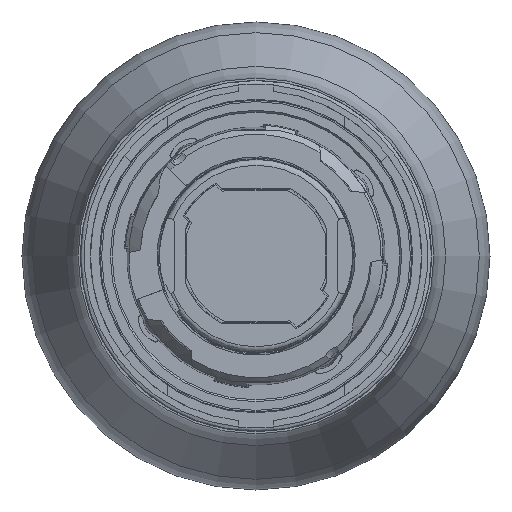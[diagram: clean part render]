
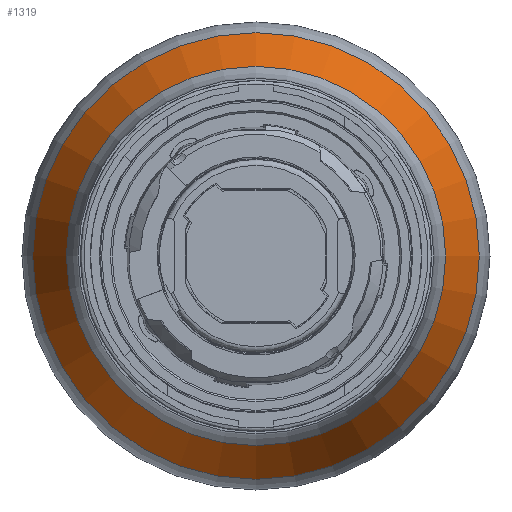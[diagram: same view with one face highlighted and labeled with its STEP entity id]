
A CAD part, front view. The second image highlights one B-rep face of the part: STEP entity #1319.
In plain terms, the highlighted conical face has half-angle 26 degrees and reference radius 17.145 mm.
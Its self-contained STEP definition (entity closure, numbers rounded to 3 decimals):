
#593=CONICAL_SURFACE('',#5349,17.145,26.);
#1319=ADVANCED_FACE('',(#1638,#1639),#593,.T.);
#1638=FACE_BOUND('',#1768,.T.);
#1639=FACE_BOUND('',#1769,.T.);
#1768=EDGE_LOOP('',(#2267));
#1769=EDGE_LOOP('',(#2268));
#2267=ORIENTED_EDGE('',*,*,#4147,.T.);
#2268=ORIENTED_EDGE('',*,*,#4150,.F.);
#3482=VERTEX_POINT('',#7810);
#3485=VERTEX_POINT('',#7818);
#4147=EDGE_CURVE('',#3482,#3482,#4903,.T.);
#4150=EDGE_CURVE('',#3485,#3485,#4906,.T.);
#4903=CIRCLE('',#5343,19.089);
#4906=CIRCLE('',#5348,16.212);
#5343=AXIS2_PLACEMENT_3D('',#7809,#6158,#6159);
#5348=AXIS2_PLACEMENT_3D('',#7817,#6168,#6169);
#5349=AXIS2_PLACEMENT_3D('',#7819,#6170,#6171);
#6158=DIRECTION('',(0.,-1.,0.));
#6159=DIRECTION('',(-1.,0.,0.));
#6168=DIRECTION('',(0.,-1.,0.));
#6169=DIRECTION('',(1.,0.,0.));
#6170=DIRECTION('',(0.,1.,0.));
#6171=DIRECTION('',(1.,0.,0.));
#7809=CARTESIAN_POINT('',(0.,51.555,0.));
#7810=CARTESIAN_POINT('',(-19.089,51.555,0.));
#7817=CARTESIAN_POINT('',(0.,45.656,0.));
#7818=CARTESIAN_POINT('',(-16.212,45.656,0.));
#7819=CARTESIAN_POINT('',(0.,47.568,0.));
